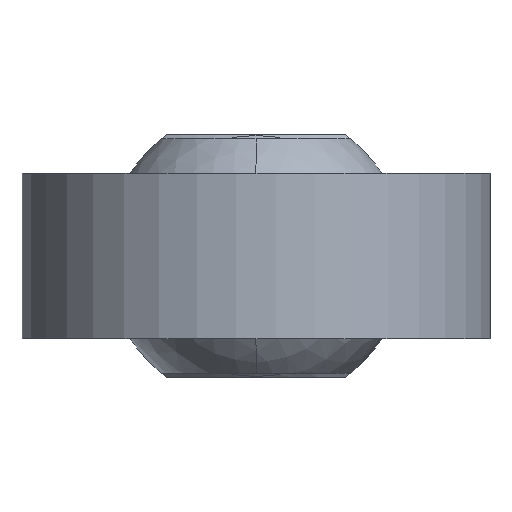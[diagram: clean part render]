
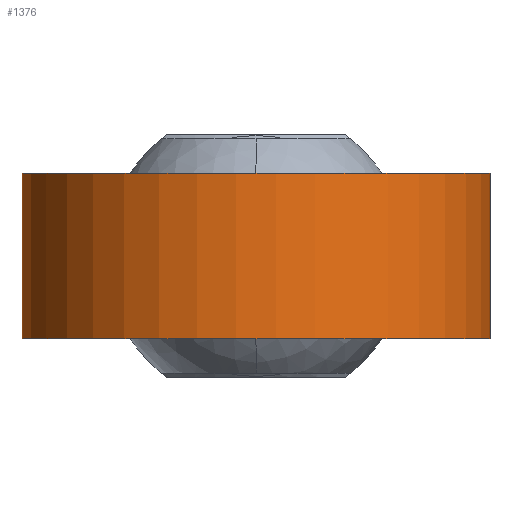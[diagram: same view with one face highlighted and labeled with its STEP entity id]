
A CAD part, left-side view. The second image highlights one B-rep face of the part: STEP entity #1376.
In plain terms, the highlighted cylindrical face has radius 21 mm (diameter 42 mm), a partial arc.
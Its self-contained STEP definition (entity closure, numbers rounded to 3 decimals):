
#5 = EDGE_CURVE ( 'NONE', #130, #1264, #558, .T. ) ;
#12 = DIRECTION ( 'NONE',  ( 0., 0., 1. ) ) ;
#25 = CIRCLE ( 'NONE', #265, 21. ) ;
#34 = CARTESIAN_POINT ( 'NONE',  ( 11.277, -17.715, 7.4 ) ) ;
#53 = ORIENTED_EDGE ( 'NONE', *, *, #5, .T. ) ;
#130 = VERTEX_POINT ( 'NONE', #1011 ) ;
#200 = EDGE_CURVE ( 'NONE', #1453, #1264, #1329, .T. ) ;
#265 = AXIS2_PLACEMENT_3D ( 'NONE', #568, #1461, #695 ) ;
#278 = EDGE_LOOP ( 'NONE', ( #53, #1395, #339, #1563 ) ) ;
#339 = ORIENTED_EDGE ( 'NONE', *, *, #693, .F. ) ;
#453 = CARTESIAN_POINT ( 'NONE',  ( 0., 0., -7.4 ) ) ;
#455 = CYLINDRICAL_SURFACE ( 'NONE', #1578, 21. ) ;
#558 = CIRCLE ( 'NONE', #1526, 21. ) ;
#568 = CARTESIAN_POINT ( 'NONE',  ( 0., 0., 7.4 ) ) ;
#623 = FACE_OUTER_BOUND ( 'NONE', #278, .T. ) ;
#661 = EDGE_CURVE ( 'NONE', #1407, #130, #1387, .T. ) ;
#666 = CARTESIAN_POINT ( 'NONE',  ( 11.277, 17.715, 7.4 ) ) ;
#671 = VECTOR ( 'NONE', #1394, 1000. ) ;
#687 = CARTESIAN_POINT ( 'NONE',  ( 11.277, 17.715, 7.4 ) ) ;
#693 = EDGE_CURVE ( 'NONE', #1407, #1453, #25, .T. ) ;
#695 = DIRECTION ( 'NONE',  ( 1., 0., 0. ) ) ;
#791 = DIRECTION ( 'NONE',  ( 1., 0., 0. ) ) ;
#919 = CARTESIAN_POINT ( 'NONE',  ( 0., 0., 7.4 ) ) ;
#1011 = CARTESIAN_POINT ( 'NONE',  ( 11.277, 17.715, -7.4 ) ) ;
#1015 = CARTESIAN_POINT ( 'NONE',  ( 11.277, -17.715, -7.4 ) ) ;
#1051 = VECTOR ( 'NONE', #1075, 1000. ) ;
#1075 = DIRECTION ( 'NONE',  ( 0., 0., -1. ) ) ;
#1095 = DIRECTION ( 'NONE',  ( 0., 0., 1. ) ) ;
#1264 = VERTEX_POINT ( 'NONE', #1015 ) ;
#1329 = LINE ( 'NONE', #1528, #671 ) ;
#1376 = ADVANCED_FACE ( 'NONE', ( #623 ), #455, .T. ) ;
#1387 = LINE ( 'NONE', #687, #1051 ) ;
#1394 = DIRECTION ( 'NONE',  ( 0., 0., -1. ) ) ;
#1395 = ORIENTED_EDGE ( 'NONE', *, *, #200, .F. ) ;
#1407 = VERTEX_POINT ( 'NONE', #666 ) ;
#1453 = VERTEX_POINT ( 'NONE', #34 ) ;
#1461 = DIRECTION ( 'NONE',  ( 0., 0., 1. ) ) ;
#1526 = AXIS2_PLACEMENT_3D ( 'NONE', #453, #1095, #1609 ) ;
#1528 = CARTESIAN_POINT ( 'NONE',  ( 11.277, -17.715, 7.4 ) ) ;
#1563 = ORIENTED_EDGE ( 'NONE', *, *, #661, .T. ) ;
#1578 = AXIS2_PLACEMENT_3D ( 'NONE', #919, #12, #791 ) ;
#1609 = DIRECTION ( 'NONE',  ( 1., 0., 0. ) ) ;
